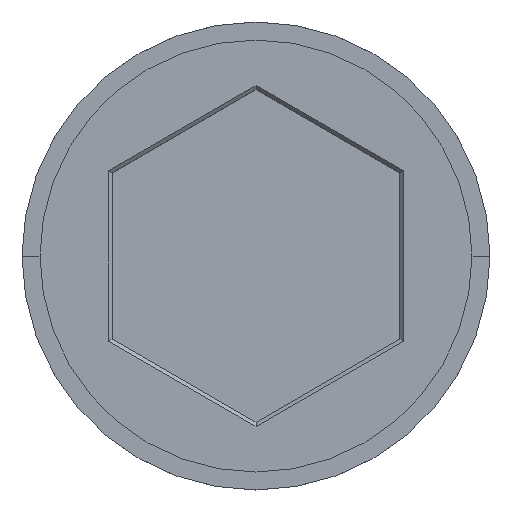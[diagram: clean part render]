
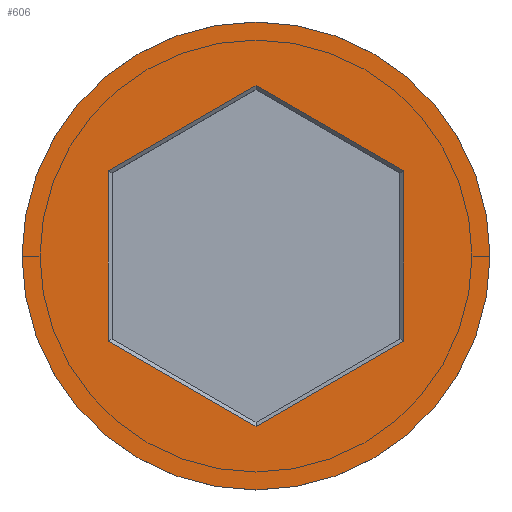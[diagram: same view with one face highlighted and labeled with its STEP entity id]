
A CAD part, top view. The second image highlights one B-rep face of the part: STEP entity #606.
In plain terms, the highlighted planar face has unit normal (0, 0, 1).
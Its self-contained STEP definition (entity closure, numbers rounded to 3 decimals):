
#1 = CARTESIAN_POINT ( 'NONE',  ( -4.1, 2.309, 0. ) ) ;
#4 = LINE ( 'NONE', #972, #1039 ) ;
#14 = DIRECTION ( 'NONE',  ( -0.866, 0.5, 0. ) ) ;
#36 = LINE ( 'NONE', #173, #1085 ) ;
#78 = VERTEX_POINT ( 'NONE', #1374 ) ;
#107 = ORIENTED_EDGE ( 'NONE', *, *, #1253, .T. ) ;
#117 = VERTEX_POINT ( 'NONE', #1514 ) ;
#138 = VECTOR ( 'NONE', #1357, 1000. ) ;
#145 = CARTESIAN_POINT ( 'NONE',  ( 0., 4.734, 0. ) ) ;
#173 = CARTESIAN_POINT ( 'NONE',  ( 4.05, 2.396, 0. ) ) ;
#179 = CARTESIAN_POINT ( 'NONE',  ( 0., 0., 0. ) ) ;
#186 = CIRCLE ( 'NONE', #1507, 6.5 ) ;
#193 = VERTEX_POINT ( 'NONE', #1302 ) ;
#244 = DIRECTION ( 'NONE',  ( 0.866, 0.5, 0. ) ) ;
#268 = VERTEX_POINT ( 'NONE', #587 ) ;
#290 = EDGE_LOOP ( 'NONE', ( #1220, #1131, #753, #723, #574, #107 ) ) ;
#310 = CARTESIAN_POINT ( 'NONE',  ( 0., 0., 0. ) ) ;
#359 = CARTESIAN_POINT ( 'NONE',  ( -4.05, -2.396, 0. ) ) ;
#361 = LINE ( 'NONE', #978, #915 ) ;
#374 = DIRECTION ( 'NONE',  ( -0.866, -0.5, 0. ) ) ;
#489 = VERTEX_POINT ( 'NONE', #1392 ) ;
#500 = VECTOR ( 'NONE', #14, 1000. ) ;
#511 = DIRECTION ( 'NONE',  ( 0.866, -0.5, 0. ) ) ;
#531 = EDGE_CURVE ( 'NONE', #268, #78, #1145, .T. ) ;
#537 = DIRECTION ( 'NONE',  ( 0., 0., 1. ) ) ;
#574 = ORIENTED_EDGE ( 'NONE', *, *, #1334, .T. ) ;
#575 = CIRCLE ( 'NONE', #681, 6.5 ) ;
#587 = CARTESIAN_POINT ( 'NONE',  ( 4.1, 2.367, 0. ) ) ;
#606 = ADVANCED_FACE ( 'NONE', ( #1412, #1045 ), #1511, .T. ) ;
#648 = DIRECTION ( 'NONE',  ( 1., 0., 0. ) ) ;
#666 = ORIENTED_EDGE ( 'NONE', *, *, #1429, .T. ) ;
#681 = AXIS2_PLACEMENT_3D ( 'NONE', #702, #1578, #822 ) ;
#701 = EDGE_CURVE ( 'NONE', #1073, #1573, #575, .T. ) ;
#702 = CARTESIAN_POINT ( 'NONE',  ( 0., 0., 0. ) ) ;
#708 = CARTESIAN_POINT ( 'NONE',  ( -6.5, 0., 0. ) ) ;
#723 = ORIENTED_EDGE ( 'NONE', *, *, #531, .T. ) ;
#753 = ORIENTED_EDGE ( 'NONE', *, *, #1439, .T. ) ;
#797 = DIRECTION ( 'NONE',  ( 0., -1., 0. ) ) ;
#822 = DIRECTION ( 'NONE',  ( 1., 0., 0. ) ) ;
#833 = EDGE_CURVE ( 'NONE', #117, #489, #1474, .T. ) ;
#895 = EDGE_CURVE ( 'NONE', #489, #1246, #361, .T. ) ;
#915 = VECTOR ( 'NONE', #244, 1000. ) ;
#972 = CARTESIAN_POINT ( 'NONE',  ( 0.05, -4.705, 0. ) ) ;
#978 = CARTESIAN_POINT ( 'NONE',  ( -0.05, 4.705, 0. ) ) ;
#1013 = CARTESIAN_POINT ( 'NONE',  ( 6.5, 0., 0. ) ) ;
#1031 = DIRECTION ( 'NONE',  ( 1., 0., 0. ) ) ;
#1039 = VECTOR ( 'NONE', #374, 1000. ) ;
#1045 = FACE_OUTER_BOUND ( 'NONE', #1438, .T. ) ;
#1073 = VERTEX_POINT ( 'NONE', #1013 ) ;
#1082 = ORIENTED_EDGE ( 'NONE', *, *, #701, .T. ) ;
#1085 = VECTOR ( 'NONE', #511, 1000. ) ;
#1131 = ORIENTED_EDGE ( 'NONE', *, *, #895, .T. ) ;
#1145 = LINE ( 'NONE', #1260, #1314 ) ;
#1158 = DIRECTION ( 'NONE',  ( 0., 0., 1. ) ) ;
#1220 = ORIENTED_EDGE ( 'NONE', *, *, #833, .T. ) ;
#1246 = VERTEX_POINT ( 'NONE', #145 ) ;
#1253 = EDGE_CURVE ( 'NONE', #193, #117, #1352, .T. ) ;
#1260 = CARTESIAN_POINT ( 'NONE',  ( 4.1, -2.309, 0. ) ) ;
#1302 = CARTESIAN_POINT ( 'NONE',  ( 0., -4.734, 0. ) ) ;
#1314 = VECTOR ( 'NONE', #797, 1000. ) ;
#1334 = EDGE_CURVE ( 'NONE', #78, #193, #4, .T. ) ;
#1352 = LINE ( 'NONE', #359, #500 ) ;
#1357 = DIRECTION ( 'NONE',  ( 0., 1., 0. ) ) ;
#1370 = AXIS2_PLACEMENT_3D ( 'NONE', #310, #537, #1031 ) ;
#1374 = CARTESIAN_POINT ( 'NONE',  ( 4.1, -2.367, 0. ) ) ;
#1392 = CARTESIAN_POINT ( 'NONE',  ( -4.1, 2.367, 0. ) ) ;
#1412 = FACE_BOUND ( 'NONE', #290, .T. ) ;
#1429 = EDGE_CURVE ( 'NONE', #1573, #1073, #186, .T. ) ;
#1438 = EDGE_LOOP ( 'NONE', ( #1082, #666 ) ) ;
#1439 = EDGE_CURVE ( 'NONE', #1246, #268, #36, .T. ) ;
#1474 = LINE ( 'NONE', #1, #138 ) ;
#1507 = AXIS2_PLACEMENT_3D ( 'NONE', #179, #1158, #648 ) ;
#1511 = PLANE ( 'NONE',  #1370 ) ;
#1514 = CARTESIAN_POINT ( 'NONE',  ( -4.1, -2.367, 0. ) ) ;
#1573 = VERTEX_POINT ( 'NONE', #708 ) ;
#1578 = DIRECTION ( 'NONE',  ( 0., 0., 1. ) ) ;
